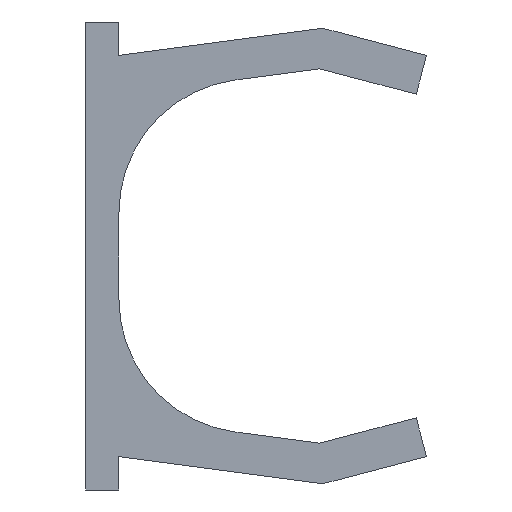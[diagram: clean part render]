
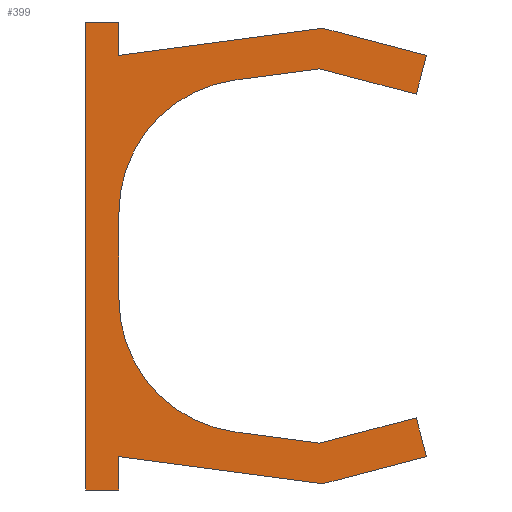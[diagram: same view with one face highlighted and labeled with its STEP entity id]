
A CAD part, left-side view. The second image highlights one B-rep face of the part: STEP entity #399.
In plain terms, the highlighted planar face has unit normal (-1, 0, 0).
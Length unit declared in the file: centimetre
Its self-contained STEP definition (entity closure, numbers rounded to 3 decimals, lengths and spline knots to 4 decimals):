
#35=PLANE('',#425);
#55=FACE_OUTER_BOUND('',#75,.T.);
#75=EDGE_LOOP('',(#360,#361,#362,#363,#364,#365,#366,#367,#368,#369,#370,
#371,#372,#373,#374,#375,#376,#377));
#78=LINE('',#538,#128);
#82=LINE('',#550,#132);
#85=LINE('',#557,#135);
#89=LINE('',#565,#139);
#92=LINE('',#571,#142);
#95=LINE('',#577,#145);
#98=LINE('',#583,#148);
#101=LINE('',#589,#151);
#104=LINE('',#595,#154);
#107=LINE('',#600,#157);
#111=LINE('',#607,#161);
#112=LINE('',#610,#162);
#115=LINE('',#616,#165);
#118=LINE('',#622,#168);
#121=LINE('',#628,#171);
#124=LINE('',#633,#174);
#128=VECTOR('',#438,1.);
#132=VECTOR('',#450,1.);
#135=VECTOR('',#455,1.);
#139=VECTOR('',#461,1.);
#142=VECTOR('',#466,1.);
#145=VECTOR('',#471,1.);
#148=VECTOR('',#476,1.);
#151=VECTOR('',#481,1.);
#154=VECTOR('',#486,1.);
#157=VECTOR('',#491,1.);
#161=VECTOR('',#497,1.);
#162=VECTOR('',#500,1.);
#165=VECTOR('',#505,1.);
#168=VECTOR('',#510,1.);
#171=VECTOR('',#515,1.);
#174=VECTOR('',#520,1.);
#176=CIRCLE('',#403,0.2);
#178=CIRCLE('',#407,0.2);
#180=VERTEX_POINT('',#528);
#181=VERTEX_POINT('',#529);
#184=VERTEX_POINT('',#537);
#186=VERTEX_POINT('',#543);
#188=VERTEX_POINT('',#549);
#190=VERTEX_POINT('',#555);
#191=VERTEX_POINT('',#556);
#194=VERTEX_POINT('',#564);
#196=VERTEX_POINT('',#570);
#198=VERTEX_POINT('',#576);
#200=VERTEX_POINT('',#582);
#202=VERTEX_POINT('',#588);
#204=VERTEX_POINT('',#594);
#207=VERTEX_POINT('',#605);
#208=VERTEX_POINT('',#609);
#210=VERTEX_POINT('',#615);
#212=VERTEX_POINT('',#621);
#214=VERTEX_POINT('',#627);
#216=EDGE_CURVE('',#180,#181,#176,.T.);
#220=EDGE_CURVE('',#184,#181,#78,.T.);
#223=EDGE_CURVE('',#184,#186,#178,.T.);
#226=EDGE_CURVE('',#188,#186,#82,.T.);
#229=EDGE_CURVE('',#190,#191,#85,.T.);
#233=EDGE_CURVE('',#191,#194,#89,.T.);
#236=EDGE_CURVE('',#194,#196,#92,.T.);
#239=EDGE_CURVE('',#196,#198,#95,.T.);
#242=EDGE_CURVE('',#198,#200,#98,.T.);
#245=EDGE_CURVE('',#200,#202,#101,.T.);
#248=EDGE_CURVE('',#202,#204,#104,.T.);
#251=EDGE_CURVE('',#204,#188,#107,.T.);
#255=EDGE_CURVE('',#180,#207,#111,.T.);
#256=EDGE_CURVE('',#207,#208,#112,.T.);
#259=EDGE_CURVE('',#208,#210,#115,.T.);
#262=EDGE_CURVE('',#210,#212,#118,.T.);
#265=EDGE_CURVE('',#212,#214,#121,.T.);
#268=EDGE_CURVE('',#214,#190,#124,.T.);
#360=ORIENTED_EDGE('',*,*,#268,.T.);
#361=ORIENTED_EDGE('',*,*,#229,.T.);
#362=ORIENTED_EDGE('',*,*,#233,.T.);
#363=ORIENTED_EDGE('',*,*,#236,.T.);
#364=ORIENTED_EDGE('',*,*,#239,.T.);
#365=ORIENTED_EDGE('',*,*,#242,.T.);
#366=ORIENTED_EDGE('',*,*,#245,.T.);
#367=ORIENTED_EDGE('',*,*,#248,.T.);
#368=ORIENTED_EDGE('',*,*,#251,.T.);
#369=ORIENTED_EDGE('',*,*,#226,.T.);
#370=ORIENTED_EDGE('',*,*,#223,.F.);
#371=ORIENTED_EDGE('',*,*,#220,.T.);
#372=ORIENTED_EDGE('',*,*,#216,.F.);
#373=ORIENTED_EDGE('',*,*,#255,.T.);
#374=ORIENTED_EDGE('',*,*,#256,.T.);
#375=ORIENTED_EDGE('',*,*,#259,.T.);
#376=ORIENTED_EDGE('',*,*,#262,.T.);
#377=ORIENTED_EDGE('',*,*,#265,.T.);
#399=ADVANCED_FACE('',(#55),#35,.F.);
#403=AXIS2_PLACEMENT_3D('',#530,#430,#431);
#407=AXIS2_PLACEMENT_3D('',#544,#443,#444);
#425=AXIS2_PLACEMENT_3D('',#636,#524,#525);
#430=DIRECTION('center_axis',(-1.,0.,0.));
#431=DIRECTION('ref_axis',(0.,0.752,0.659));
#438=DIRECTION('',(0.,0.,1.));
#443=DIRECTION('center_axis',(-1.,0.,0.));
#444=DIRECTION('ref_axis',(0.,0.752,-0.659));
#450=DIRECTION('',(0.,0.991,0.132));
#455=DIRECTION('',(0.,1.,0.));
#461=DIRECTION('',(0.,0.,-1.));
#466=DIRECTION('',(0.,-1.,0.));
#471=DIRECTION('',(0.,0.,1.));
#476=DIRECTION('',(0.,-0.991,-0.132));
#481=DIRECTION('',(0.,-0.967,0.254));
#486=DIRECTION('',(0.,0.254,0.967));
#491=DIRECTION('',(0.,0.967,-0.254));
#497=DIRECTION('',(0.,-0.991,0.132));
#500=DIRECTION('',(0.,-0.967,-0.254));
#505=DIRECTION('',(0.,-0.254,0.967));
#510=DIRECTION('',(0.,0.967,0.254));
#515=DIRECTION('',(0.,0.991,-0.132));
#520=DIRECTION('',(0.,0.,1.));
#524=DIRECTION('center_axis',(1.,0.,0.));
#525=DIRECTION('ref_axis',(0.,0.,-1.));
#528=CARTESIAN_POINT('',(0.,1.1116,1.8131));
#529=CARTESIAN_POINT('',(0.,1.2851,1.6149));
#530=CARTESIAN_POINT('Origin',(0.,1.0851,1.6149));
#537=CARTESIAN_POINT('',(0.,1.2851,1.4851));
#538=CARTESIAN_POINT('',(0.,1.2851,1.31));
#543=CARTESIAN_POINT('',(0.,1.1116,1.2869));
#544=CARTESIAN_POINT('Origin',(0.,1.0851,1.4851));
#549=CARTESIAN_POINT('',(0.,0.9851,1.27));
#550=CARTESIAN_POINT('',(0.,0.9851,1.27));
#555=CARTESIAN_POINT('',(0.,1.2851,1.9));
#556=CARTESIAN_POINT('',(0.,1.3351,1.9));
#557=CARTESIAN_POINT('',(0.,1.2851,1.9));
#564=CARTESIAN_POINT('',(0.,1.3351,1.2));
#565=CARTESIAN_POINT('',(0.,1.3351,1.9));
#570=CARTESIAN_POINT('',(0.,1.2851,1.2));
#571=CARTESIAN_POINT('',(0.,1.3351,1.2));
#576=CARTESIAN_POINT('',(0.,1.2851,1.25));
#577=CARTESIAN_POINT('',(0.,1.2851,1.2));
#582=CARTESIAN_POINT('',(0.,0.98,1.2093));
#583=CARTESIAN_POINT('',(0.,1.2851,1.25));
#588=CARTESIAN_POINT('',(0.,0.8251,1.25));
#589=CARTESIAN_POINT('',(0.,0.98,1.2093));
#594=CARTESIAN_POINT('',(0.,0.8404,1.308));
#595=CARTESIAN_POINT('',(0.,0.8251,1.25));
#600=CARTESIAN_POINT('',(0.,0.8404,1.308));
#605=CARTESIAN_POINT('',(0.,0.9851,1.83));
#607=CARTESIAN_POINT('',(0.,1.2851,1.79));
#609=CARTESIAN_POINT('',(0.,0.8404,1.792));
#610=CARTESIAN_POINT('',(0.,0.9851,1.83));
#615=CARTESIAN_POINT('',(0.,0.8251,1.85));
#616=CARTESIAN_POINT('',(0.,0.8404,1.792));
#621=CARTESIAN_POINT('',(0.,0.98,1.8907));
#622=CARTESIAN_POINT('',(0.,0.8251,1.85));
#627=CARTESIAN_POINT('',(0.,1.2851,1.85));
#628=CARTESIAN_POINT('',(0.,0.98,1.8907));
#633=CARTESIAN_POINT('',(0.,1.2851,1.85));
#636=CARTESIAN_POINT('Origin',(0.,1.0801,1.55));
